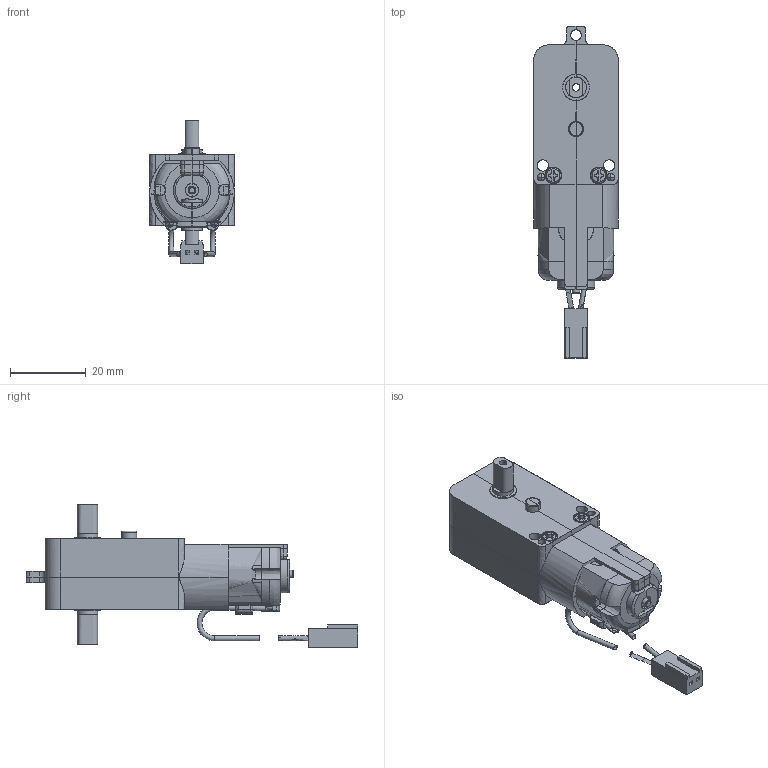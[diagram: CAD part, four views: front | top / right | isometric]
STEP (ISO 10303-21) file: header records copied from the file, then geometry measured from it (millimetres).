
FILE_DESCRIPTION((''),'2;1');
FILE_NAME('MTD-G11.stp','2022-10-20T19:10:58',(''),(''),'AutoCAD STEP 2000i','AutoCAD 2000i',', , ');
FILE_SCHEMA(('CONFIG_CONTROL_DESIGN'));
Length unit declared in the file: millimetre
Products named in the file (1): MTD-G11
Bounding box: 22.3 x 87.55 x 37.85 mm (x, y, z)
Surface area: 11761.4 mm2 (no closed solid volume)
Topology: 0 solids, 0 shells, 458 faces, 2033 edges, 1938 vertices
Faces by surface type: bspline 458
Entity records: 32767 total; most frequent: CARTESIAN_POINT 23718, QUASI_UNIFORM_CURVE 2966, COMPOSITE_CURVE_SEGMENT 2011, PCURVE 2006, B_SPLINE_CURVE_WITH_KNOTS 715, CURVE_BOUNDED_SURFACE 458, OUTER_BOUNDARY_CURVE 456, QUASI_UNIFORM_SURFACE 226
